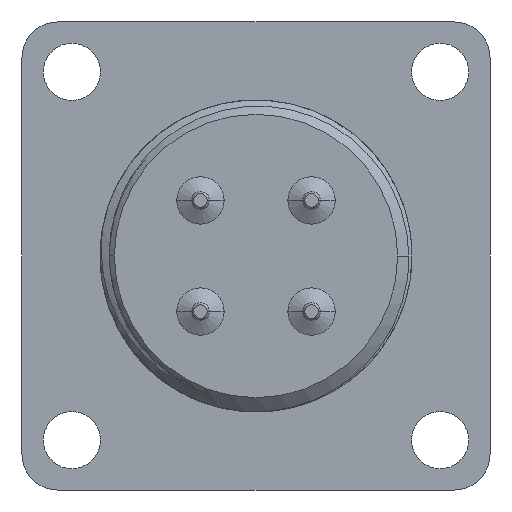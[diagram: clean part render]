
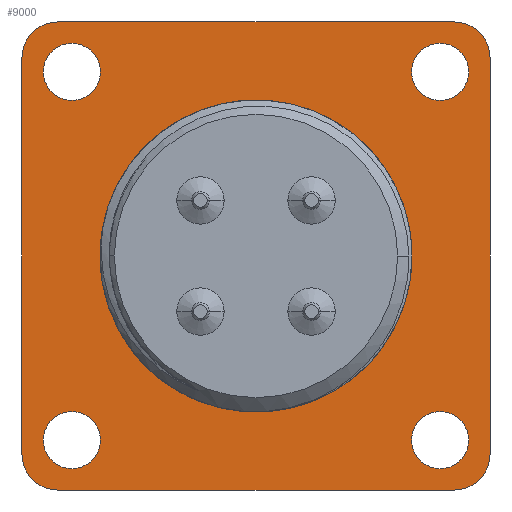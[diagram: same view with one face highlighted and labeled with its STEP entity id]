
A CAD part, front view. The second image highlights one B-rep face of the part: STEP entity #9000.
In plain terms, the highlighted planar face has unit normal (0, -1, 0).
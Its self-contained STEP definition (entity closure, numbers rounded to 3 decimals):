
#1976=CARTESIAN_POINT('',(-11.1,-2.3,-11.1));
#1977=DIRECTION('',(0.,-1.,0.));
#1978=DIRECTION('',(-1.,0.,0.));
#1979=AXIS2_PLACEMENT_3D('',#1976,#1977,#1978);
#1981=DIRECTION('',(0.,0.,-1.));
#1982=VECTOR('',#1981,22.2);
#1983=CARTESIAN_POINT('',(-13.1,-2.3,11.1));
#1984=LINE('',#1983,#1982);
#1985=CARTESIAN_POINT('',(-11.1,-2.3,11.1));
#1986=DIRECTION('',(0.,-1.,0.));
#1987=DIRECTION('',(0.,0.,1.));
#1988=AXIS2_PLACEMENT_3D('',#1985,#1986,#1987);
#1990=DIRECTION('',(-1.,0.,0.));
#1991=VECTOR('',#1990,22.2);
#1992=CARTESIAN_POINT('',(11.1,-2.3,13.1));
#1993=LINE('',#1992,#1991);
#1994=CARTESIAN_POINT('',(11.1,-2.3,11.1));
#1995=DIRECTION('',(0.,-1.,0.));
#1996=DIRECTION('',(1.,0.,0.));
#1997=AXIS2_PLACEMENT_3D('',#1994,#1995,#1996);
#1999=DIRECTION('',(0.,0.,1.));
#2000=VECTOR('',#1999,22.2);
#2001=CARTESIAN_POINT('',(13.1,-2.3,-11.1));
#2002=LINE('',#2001,#2000);
#2003=CARTESIAN_POINT('',(11.1,-2.3,-11.1));
#2004=DIRECTION('',(0.,-1.,0.));
#2005=DIRECTION('',(0.,0.,-1.));
#2006=AXIS2_PLACEMENT_3D('',#2003,#2004,#2005);
#2008=DIRECTION('',(1.,0.,0.));
#2009=VECTOR('',#2008,22.2);
#2010=CARTESIAN_POINT('',(-11.1,-2.3,-13.1));
#2011=LINE('',#2010,#2009);
#2012=CARTESIAN_POINT('',(-10.31,-2.3,10.31));
#2013=DIRECTION('',(0.,1.,0.));
#2014=DIRECTION('',(0.,0.,1.));
#2015=AXIS2_PLACEMENT_3D('',#2012,#2013,#2014);
#2017=CARTESIAN_POINT('',(-10.31,-2.3,10.31));
#2018=DIRECTION('',(0.,1.,0.));
#2019=DIRECTION('',(0.,0.,-1.));
#2020=AXIS2_PLACEMENT_3D('',#2017,#2018,#2019);
#2022=CARTESIAN_POINT('',(10.31,-2.3,10.31));
#2023=DIRECTION('',(0.,1.,0.));
#2024=DIRECTION('',(0.,0.,1.));
#2025=AXIS2_PLACEMENT_3D('',#2022,#2023,#2024);
#2027=CARTESIAN_POINT('',(10.31,-2.3,10.31));
#2028=DIRECTION('',(0.,1.,0.));
#2029=DIRECTION('',(0.,0.,-1.));
#2030=AXIS2_PLACEMENT_3D('',#2027,#2028,#2029);
#2032=CARTESIAN_POINT('',(10.31,-2.3,-10.31));
#2033=DIRECTION('',(0.,1.,0.));
#2034=DIRECTION('',(0.,0.,1.));
#2035=AXIS2_PLACEMENT_3D('',#2032,#2033,#2034);
#2037=CARTESIAN_POINT('',(10.31,-2.3,-10.31));
#2038=DIRECTION('',(0.,1.,0.));
#2039=DIRECTION('',(0.,0.,-1.));
#2040=AXIS2_PLACEMENT_3D('',#2037,#2038,#2039);
#2042=CARTESIAN_POINT('',(-10.31,-2.3,-10.31));
#2043=DIRECTION('',(0.,1.,0.));
#2044=DIRECTION('',(0.,0.,1.));
#2045=AXIS2_PLACEMENT_3D('',#2042,#2043,#2044);
#2047=CARTESIAN_POINT('',(-10.31,-2.3,-10.31));
#2048=DIRECTION('',(0.,1.,0.));
#2049=DIRECTION('',(0.,0.,-1.));
#2050=AXIS2_PLACEMENT_3D('',#2047,#2048,#2049);
#2052=CARTESIAN_POINT('',(0.,-2.3,0.));
#2053=DIRECTION('',(0.,1.,0.));
#2054=DIRECTION('',(-1.,0.,0.));
#2055=AXIS2_PLACEMENT_3D('',#2052,#2053,#2054);
#2057=CARTESIAN_POINT('',(0.,-2.3,0.));
#2058=DIRECTION('',(0.,1.,0.));
#2059=DIRECTION('',(1.,0.,0.));
#2060=AXIS2_PLACEMENT_3D('',#2057,#2058,#2059);
#5564=CARTESIAN_POINT('',(-10.31,-2.3,11.91));
#5565=CARTESIAN_POINT('',(-10.31,-2.3,8.71));
#5566=VERTEX_POINT('',#5564);
#5567=VERTEX_POINT('',#5565);
#5568=CARTESIAN_POINT('',(10.31,-2.3,11.91));
#5569=CARTESIAN_POINT('',(10.31,-2.3,8.71));
#5570=VERTEX_POINT('',#5568);
#5571=VERTEX_POINT('',#5569);
#5572=CARTESIAN_POINT('',(10.31,-2.3,-8.71));
#5573=CARTESIAN_POINT('',(10.31,-2.3,-11.91));
#5574=VERTEX_POINT('',#5572);
#5575=VERTEX_POINT('',#5573);
#5576=CARTESIAN_POINT('',(-10.31,-2.3,-8.71));
#5577=CARTESIAN_POINT('',(-10.31,-2.3,-11.91));
#5578=VERTEX_POINT('',#5576);
#5579=VERTEX_POINT('',#5577);
#5580=CARTESIAN_POINT('',(-13.1,-2.3,-11.1));
#5581=CARTESIAN_POINT('',(-11.1,-2.3,-13.1));
#5582=VERTEX_POINT('',#5580);
#5583=VERTEX_POINT('',#5581);
#5584=CARTESIAN_POINT('',(11.1,-2.3,-13.1));
#5585=VERTEX_POINT('',#5584);
#5586=CARTESIAN_POINT('',(13.1,-2.3,-11.1));
#5587=VERTEX_POINT('',#5586);
#5588=CARTESIAN_POINT('',(13.1,-2.3,11.1));
#5589=VERTEX_POINT('',#5588);
#5590=CARTESIAN_POINT('',(11.1,-2.3,13.1));
#5591=VERTEX_POINT('',#5590);
#5592=CARTESIAN_POINT('',(-11.1,-2.3,13.1));
#5593=VERTEX_POINT('',#5592);
#5594=CARTESIAN_POINT('',(-13.1,-2.3,11.1));
#5595=VERTEX_POINT('',#5594);
#5609=CARTESIAN_POINT('',(8.732,-2.3,0.));
#5611=VERTEX_POINT('',#5609);
#5642=CARTESIAN_POINT('',(-8.732,-2.3,0.));
#5643=VERTEX_POINT('',#5642);
#8955=CARTESIAN_POINT('',(0.,-2.3,0.));
#8956=DIRECTION('',(0.,-1.,0.));
#8957=DIRECTION('',(0.,0.,1.));
#8958=AXIS2_PLACEMENT_3D('',#8955,#8956,#8957);
#8959=PLANE('',#8958);
#8960=ORIENTED_EDGE('',*,*,#8851,.F.);
#8961=ORIENTED_EDGE('',*,*,#8866,.F.);
#8962=ORIENTED_EDGE('',*,*,#8880,.F.);
#8963=ORIENTED_EDGE('',*,*,#8894,.F.);
#8964=ORIENTED_EDGE('',*,*,#8908,.F.);
#8965=ORIENTED_EDGE('',*,*,#8922,.F.);
#8966=ORIENTED_EDGE('',*,*,#8936,.F.);
#8967=ORIENTED_EDGE('',*,*,#8949,.F.);
#8968=EDGE_LOOP('',(#8960,#8961,#8962,#8963,#8964,#8965,#8966,#8967));
#8969=FACE_OUTER_BOUND('',#8968,.F.);
#8971=ORIENTED_EDGE('',*,*,#8970,.F.);
#8973=ORIENTED_EDGE('',*,*,#8972,.F.);
#8974=EDGE_LOOP('',(#8971,#8973));
#8975=FACE_BOUND('',#8974,.F.);
#8977=ORIENTED_EDGE('',*,*,#8976,.F.);
#8979=ORIENTED_EDGE('',*,*,#8978,.F.);
#8980=EDGE_LOOP('',(#8977,#8979));
#8981=FACE_BOUND('',#8980,.F.);
#8983=ORIENTED_EDGE('',*,*,#8982,.F.);
#8985=ORIENTED_EDGE('',*,*,#8984,.F.);
#8986=EDGE_LOOP('',(#8983,#8985));
#8987=FACE_BOUND('',#8986,.F.);
#8989=ORIENTED_EDGE('',*,*,#8988,.F.);
#8991=ORIENTED_EDGE('',*,*,#8990,.F.);
#8992=EDGE_LOOP('',(#8989,#8991));
#8993=FACE_BOUND('',#8992,.F.);
#8995=ORIENTED_EDGE('',*,*,#8994,.F.);
#8997=ORIENTED_EDGE('',*,*,#8996,.F.);
#8998=EDGE_LOOP('',(#8995,#8997));
#8999=FACE_BOUND('',#8998,.F.);
#9000=ADVANCED_FACE('',(#8969,#8975,#8981,#8987,#8993,#8999),#8959,.T.);
#1980=CIRCLE('',#1979,2.);
#1989=CIRCLE('',#1988,2.);
#1998=CIRCLE('',#1997,2.);
#2007=CIRCLE('',#2006,2.);
#2016=CIRCLE('',#2015,1.6);
#2021=CIRCLE('',#2020,1.6);
#2026=CIRCLE('',#2025,1.6);
#2031=CIRCLE('',#2030,1.6);
#2036=CIRCLE('',#2035,1.6);
#2041=CIRCLE('',#2040,1.6);
#2046=CIRCLE('',#2045,1.6);
#2051=CIRCLE('',#2050,1.6);
#2056=CIRCLE('',#2055,8.732);
#2061=CIRCLE('',#2060,8.732);
#8851=EDGE_CURVE('',#5582,#5583,#1980,.T.);
#8866=EDGE_CURVE('',#5595,#5582,#1984,.T.);
#8880=EDGE_CURVE('',#5593,#5595,#1989,.T.);
#8894=EDGE_CURVE('',#5591,#5593,#1993,.T.);
#8908=EDGE_CURVE('',#5589,#5591,#1998,.T.);
#8922=EDGE_CURVE('',#5587,#5589,#2002,.T.);
#8936=EDGE_CURVE('',#5585,#5587,#2007,.T.);
#8949=EDGE_CURVE('',#5583,#5585,#2011,.T.);
#8970=EDGE_CURVE('',#5566,#5567,#2016,.T.);
#8972=EDGE_CURVE('',#5567,#5566,#2021,.T.);
#8976=EDGE_CURVE('',#5570,#5571,#2026,.T.);
#8978=EDGE_CURVE('',#5571,#5570,#2031,.T.);
#8982=EDGE_CURVE('',#5574,#5575,#2036,.T.);
#8984=EDGE_CURVE('',#5575,#5574,#2041,.T.);
#8988=EDGE_CURVE('',#5578,#5579,#2046,.T.);
#8990=EDGE_CURVE('',#5579,#5578,#2051,.T.);
#8994=EDGE_CURVE('',#5643,#5611,#2056,.T.);
#8996=EDGE_CURVE('',#5611,#5643,#2061,.T.);
